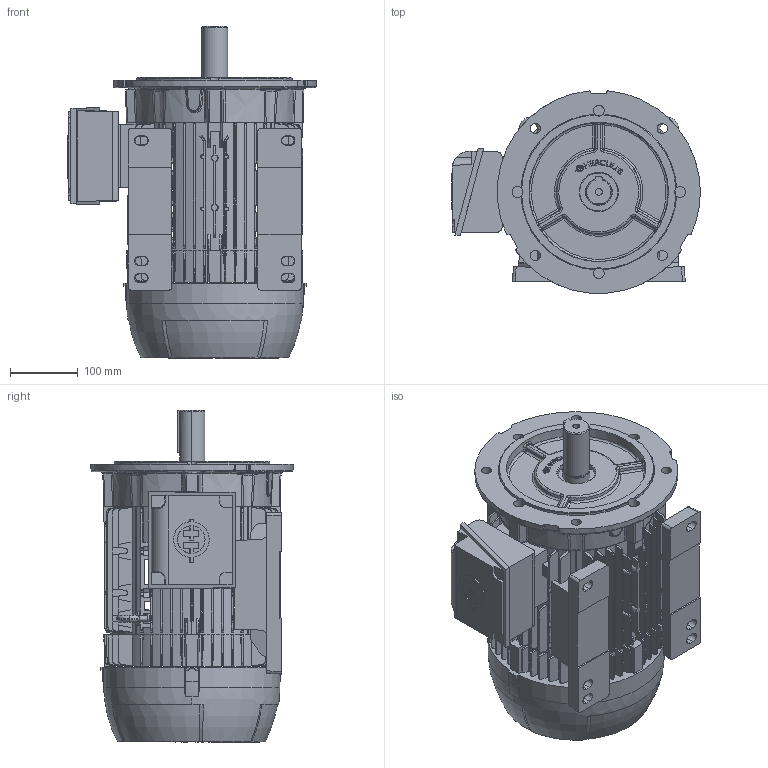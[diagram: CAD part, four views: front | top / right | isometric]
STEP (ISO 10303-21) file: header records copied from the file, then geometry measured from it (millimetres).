
FILE_DESCRIPTION (( 'STEP AP203' ), '1' );
FILE_NAME ('132ML_CP_FF_RIGHT.STEP', '2022-07-27T12:28:15', ( '' ), ( '' ), 'SwSTEP 2.0', 'SolidWorks 2020', '' );
FILE_SCHEMA (( 'CONFIG_CONTROL_DESIGN' ));
Length unit declared in the file: millimetre
Products named in the file (1): 132ML_CP_FF_RIGHT
Bounding box: 367.07 x 298.63 x 490 mm (x, y, z)
Surface area: 1026134.9 mm2 (no closed solid volume)
Topology: 0 solids, 19 shells, 2131 faces, 6407 edges, 4267 vertices
Faces by surface type: plane 1161, cone 369, bspline 286, cylinder 189, torus 112, sphere 14
Entity records: 84415 total; most frequent: CARTESIAN_POINT 31825, ORIENTED_EDGE 11610, DIRECTION 9372, EDGE_CURVE 6389, VERTEX_POINT 4267, AXIS2_PLACEMENT_3D 3128, VECTOR 3116, LINE 3116
